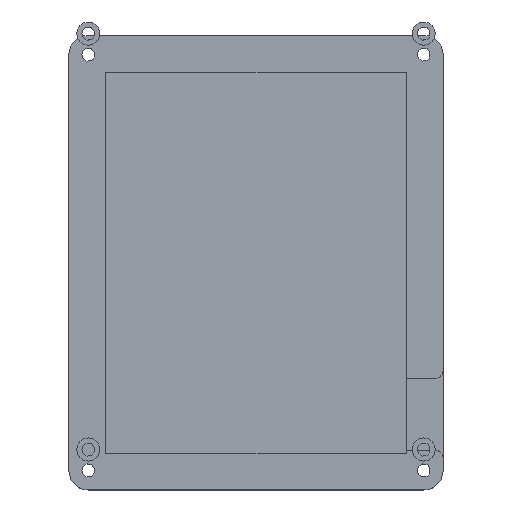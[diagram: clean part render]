
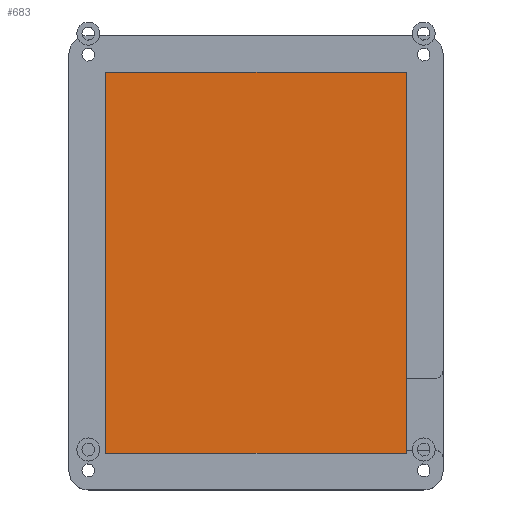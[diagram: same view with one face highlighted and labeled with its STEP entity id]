
A CAD part, top view. The second image highlights one B-rep face of the part: STEP entity #683.
In plain terms, the highlighted planar face has unit normal (0, 0, 1).
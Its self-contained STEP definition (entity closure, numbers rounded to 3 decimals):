
#59=PLANE('',#774);
#95=FACE_OUTER_BOUND('',#147,.T.);
#147=EDGE_LOOP('',(#587,#588,#589,#590));
#203=LINE('',#1161,#257);
#205=LINE('',#1165,#259);
#206=LINE('',#1167,#260);
#207=LINE('',#1168,#261);
#257=VECTOR('',#959,10.);
#259=VECTOR('',#963,10.);
#260=VECTOR('',#964,10.);
#261=VECTOR('',#965,10.);
#357=VERTEX_POINT('',#1158);
#358=VERTEX_POINT('',#1160);
#359=VERTEX_POINT('',#1164);
#360=VERTEX_POINT('',#1166);
#439=EDGE_CURVE('',#357,#358,#203,.T.);
#441=EDGE_CURVE('',#358,#359,#205,.T.);
#442=EDGE_CURVE('',#360,#357,#206,.T.);
#443=EDGE_CURVE('',#359,#360,#207,.T.);
#587=ORIENTED_EDGE('',*,*,#441,.F.);
#588=ORIENTED_EDGE('',*,*,#439,.F.);
#589=ORIENTED_EDGE('',*,*,#442,.F.);
#590=ORIENTED_EDGE('',*,*,#443,.F.);
#683=ADVANCED_FACE('',(#95),#59,.T.);
#774=AXIS2_PLACEMENT_3D('',#1163,#961,#962);
#959=DIRECTION('',(0.,-1.,0.));
#961=DIRECTION('center_axis',(0.,0.,1.));
#962=DIRECTION('ref_axis',(1.,0.,0.));
#963=DIRECTION('',(-1.,0.,0.));
#964=DIRECTION('',(1.,0.,0.));
#965=DIRECTION('',(0.,1.,0.));
#1158=CARTESIAN_POINT('',(77.4,0.,3.));
#1160=CARTESIAN_POINT('',(77.4,-98.081,3.));
#1161=CARTESIAN_POINT('',(77.4,-24.52,3.));
#1163=CARTESIAN_POINT('Origin',(38.7,-49.041,3.));
#1164=CARTESIAN_POINT('',(0.,-98.081,3.));
#1165=CARTESIAN_POINT('',(58.05,-98.081,3.));
#1166=CARTESIAN_POINT('',(0.,0.,3.));
#1167=CARTESIAN_POINT('',(19.35,0.,3.));
#1168=CARTESIAN_POINT('',(0.,-73.561,3.));
